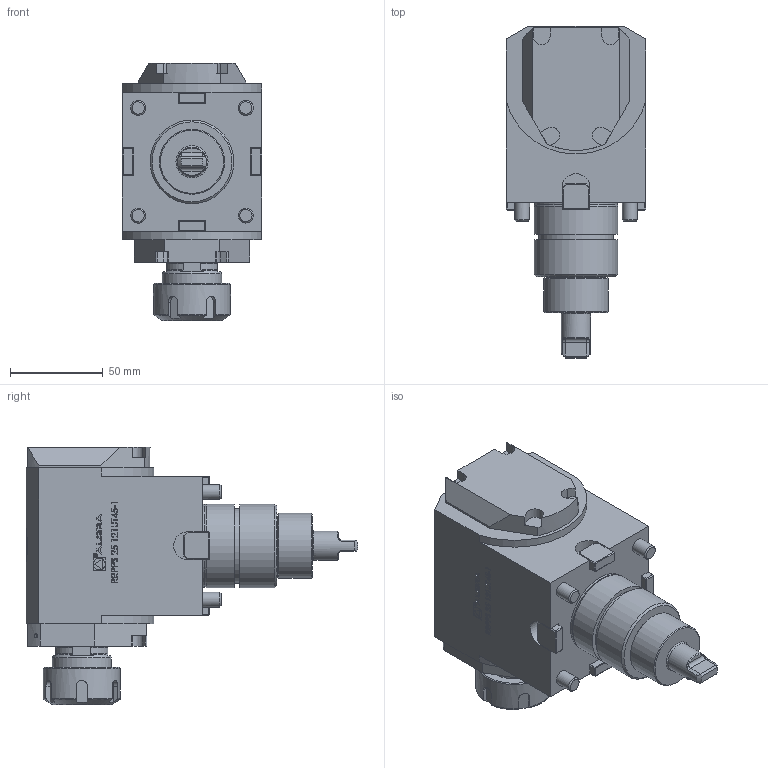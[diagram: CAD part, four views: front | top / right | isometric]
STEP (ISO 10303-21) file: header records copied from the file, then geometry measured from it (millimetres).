
FILE_DESCRIPTION (( 'STEP AP214' ), '1' );
FILE_NAME ('RRPPS25121UT45-1.STEP', '2025-09-25T08:47:03', ( '' ), ( '' ), 'SwSTEP 2.0', 'SolidWorks 2023', '' );
FILE_SCHEMA (( 'AUTOMOTIVE_DESIGN' ));
Length unit declared in the file: millimetre
Products named in the file (1): RRPPS25121UT45-1
Bounding box: 75 x 178.7 x 138.53 mm (x, y, z)
Volume: 762138 mm3; surface area: 64094.9 mm2
Topology: 1 solids, 1 shells, 644 faces, 1718 edges, 1112 vertices
Faces by surface type: plane 440, cylinder 86, bspline 81, cone 24, torus 13
Full cylindrical faces by diameter (mm): 1.7 x1, 2.1 x1, 6.366 x1, 8 x4, 15.7 x1, 28 x1, 32 x1, 35 x1, 40.2 x1, 41.5 x1, 44.6 x1, 45 x2
Entity records: 24484 total; most frequent: CARTESIAN_POINT 9258, ORIENTED_EDGE 3348, DIRECTION 2729, EDGE_CURVE 1674, VECTOR 1195, LINE 1195, VERTEX_POINT 1098, AXIS2_PLACEMENT_3D 767
